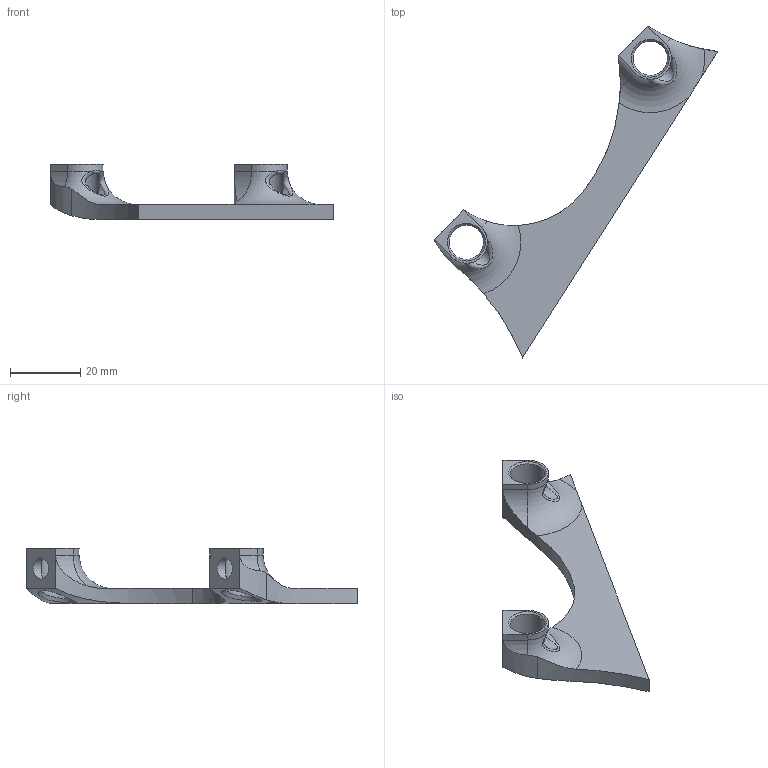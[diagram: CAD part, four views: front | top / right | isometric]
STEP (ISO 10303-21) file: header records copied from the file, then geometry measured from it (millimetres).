
FILE_DESCRIPTION (( 'STEP AP214' ), '1' );
FILE_NAME ('BK0017.STEP', '2013-09-23T19:30:13', ( '' ), ( '' ), 'SwSTEP 2.0', 'SolidWorks 2012', '' );
FILE_SCHEMA (( 'AUTOMOTIVE_DESIGN' ));
Length unit declared in the file: millimetre
Products named in the file (1): BK0017
Bounding box: 80.93 x 94.68 x 15.7 mm (x, y, z)
Volume: 9250.6 mm3; surface area: 6098.9 mm2
Topology: 1 solids, 1 shells, 43 faces, 114 edges, 71 vertices
Faces by surface type: cylinder 19, plane 12, bspline 8, torus 2, cone 2
Full cylindrical faces by diameter (mm): 6.1 x2, 9.8 x2
Entity records: 4984 total; most frequent: CARTESIAN_POINT 3997, ORIENTED_EDGE 208, DIRECTION 163, EDGE_CURVE 104, VERTEX_POINT 69, AXIS2_PLACEMENT_3D 66, EDGE_LOOP 61, FACE_OUTER_BOUND 49
